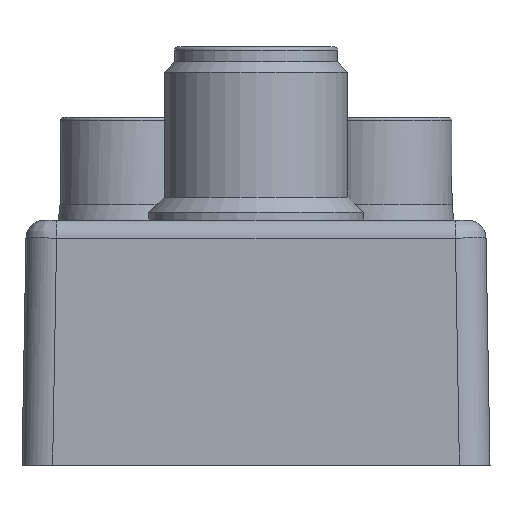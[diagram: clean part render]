
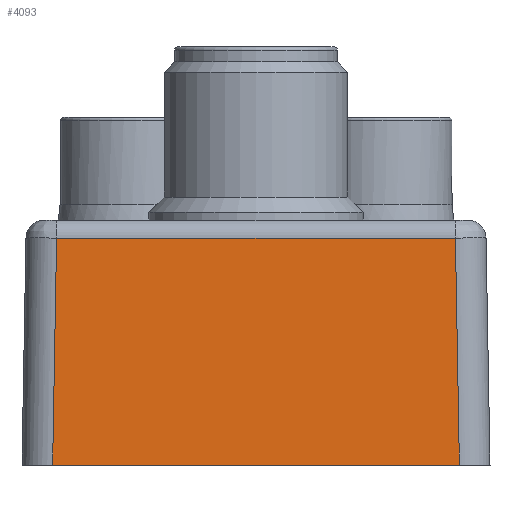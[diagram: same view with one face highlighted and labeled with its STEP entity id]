
A CAD part, front view. The second image highlights one B-rep face of the part: STEP entity #4093.
In plain terms, the highlighted planar face has unit normal (0, -1, 0.018).
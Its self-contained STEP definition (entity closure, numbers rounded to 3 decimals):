
#1233=FACE_OUTER_BOUND('',#5642,.T.);
#1600=PLANE('',#13979);
#1867=LINE('',#18015,#2593);
#2577=LINE('',#23180,#3303);
#2578=LINE('',#23183,#3304);
#2579=LINE('',#23184,#3305);
#2593=VECTOR('',#14134,1.);
#3303=VECTOR('',#17736,1.);
#3304=VECTOR('',#17737,1.);
#3305=VECTOR('',#17738,1.);
#4093=ADVANCED_FACE('',(#1233),#1600,.F.);
#5642=EDGE_LOOP('',(#8971,#8972,#8973,#8974));
#8971=ORIENTED_EDGE('',*,*,#11842,.T.);
#8972=ORIENTED_EDGE('',*,*,#11843,.T.);
#8973=ORIENTED_EDGE('',*,*,#10225,.T.);
#8974=ORIENTED_EDGE('',*,*,#11844,.T.);
#9144=VERTEX_POINT('',#18014);
#9145=VERTEX_POINT('',#18016);
#10164=VERTEX_POINT('',#23181);
#10165=VERTEX_POINT('',#23182);
#10225=EDGE_CURVE('',#9145,#9144,#1867,.T.);
#11842=EDGE_CURVE('',#10164,#10165,#2577,.T.);
#11843=EDGE_CURVE('',#10165,#9145,#2578,.T.);
#11844=EDGE_CURVE('',#9144,#10164,#2579,.T.);
#13979=AXIS2_PLACEMENT_3D('',#23185,#17739,#17740);
#14134=DIRECTION('',(1.,0.,0.));
#17736=DIRECTION('',(-1.,0.,0.));
#17737=DIRECTION('',(-0.017,-0.017,-1.));
#17738=DIRECTION('',(-0.017,0.017,1.));
#17739=DIRECTION('',(0.,1.,-0.017));
#17740=DIRECTION('',(0.,-0.017,-1.));
#18014=CARTESIAN_POINT('',(-1.72,2.121,-11.4));
#18015=CARTESIAN_POINT('',(-30.,2.121,-11.4));
#18016=CARTESIAN_POINT('',(-28.28,2.121,-11.4));
#23180=CARTESIAN_POINT('',(-30.,2.38,3.421));
#23181=CARTESIAN_POINT('',(-1.979,2.38,3.421));
#23182=CARTESIAN_POINT('',(-28.021,2.38,3.421));
#23183=CARTESIAN_POINT('',(-28.002,2.399,4.523));
#23184=CARTESIAN_POINT('',(-2.007,2.408,5.047));
#23185=CARTESIAN_POINT('',(-30.,2.4,4.558));
